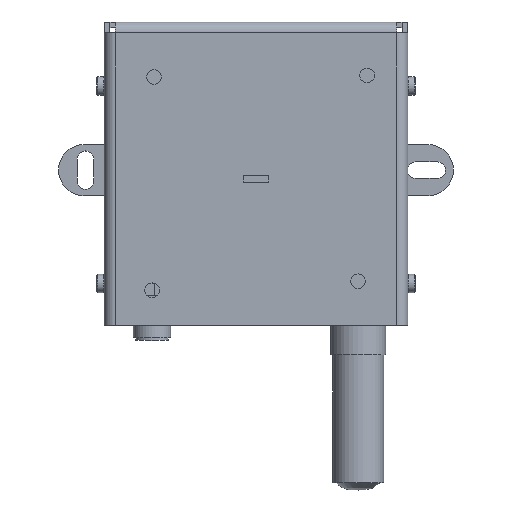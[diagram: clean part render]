
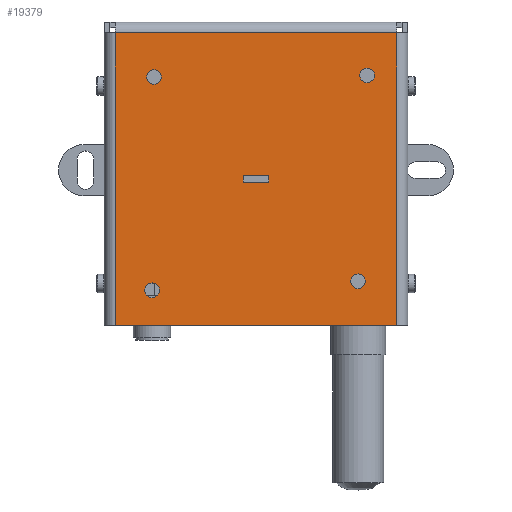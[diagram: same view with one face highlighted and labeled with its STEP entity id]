
A CAD part, top view. The second image highlights one B-rep face of the part: STEP entity #19379.
In plain terms, the highlighted face is planar.
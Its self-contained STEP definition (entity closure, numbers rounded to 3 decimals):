
#968=FACE_BOUND('',#7743,.T.);
#969=FACE_BOUND('',#7744,.T.);
#970=FACE_BOUND('',#7745,.T.);
#971=FACE_BOUND('',#7746,.T.);
#972=FACE_BOUND('',#7747,.T.);
#1231=LINE('',#28344,#3332);
#1237=LINE('',#28359,#3338);
#1241=LINE('',#28371,#3342);
#1244=LINE('',#28380,#3345);
#1659=LINE('',#29545,#3760);
#1672=LINE('',#29576,#3773);
#1680=LINE('',#29599,#3781);
#1685=LINE('',#29615,#3786);
#3332=VECTOR('',#22855,10.);
#3338=VECTOR('',#22869,10.);
#3342=VECTOR('',#22881,10.);
#3345=VECTOR('',#22892,10.);
#3760=VECTOR('',#24019,10.);
#3773=VECTOR('',#24058,10.);
#3781=VECTOR('',#24088,10.);
#3786=VECTOR('',#24113,10.);
#5723=PLANE('',#21104);
#6563=FACE_OUTER_BOUND('',#7742,.T.);
#7742=EDGE_LOOP('',(#15428,#15429,#15430,#15431));
#7743=EDGE_LOOP('',(#15432));
#7744=EDGE_LOOP('',(#15433));
#7745=EDGE_LOOP('',(#15434));
#7746=EDGE_LOOP('',(#15435));
#7747=EDGE_LOOP('',(#15436,#15437,#15438,#15439,#15440,#15441,#15442,#15443));
#8580=CIRCLE('',#20700,0.5);
#8582=CIRCLE('',#20704,0.5);
#8584=CIRCLE('',#20708,0.5);
#8586=CIRCLE('',#20712,0.5);
#8744=CIRCLE('',#21054,2.);
#8746=CIRCLE('',#21057,2.);
#8748=CIRCLE('',#21060,2.);
#8750=CIRCLE('',#21063,2.);
#9257=VERTEX_POINT('',#28334);
#9258=VERTEX_POINT('',#28335);
#9261=VERTEX_POINT('',#28343);
#9263=VERTEX_POINT('',#28349);
#9264=VERTEX_POINT('',#28350);
#9267=VERTEX_POINT('',#28361);
#9268=VERTEX_POINT('',#28362);
#9271=VERTEX_POINT('',#28373);
#9646=VERTEX_POINT('',#29490);
#9648=VERTEX_POINT('',#29496);
#9650=VERTEX_POINT('',#29502);
#9652=VERTEX_POINT('',#29508);
#9665=VERTEX_POINT('',#29542);
#9666=VERTEX_POINT('',#29544);
#9671=VERTEX_POINT('',#29574);
#9675=VERTEX_POINT('',#29598);
#11091=EDGE_CURVE('',#9257,#9258,#8580,.T.);
#11095=EDGE_CURVE('',#9261,#9258,#1231,.T.);
#11098=EDGE_CURVE('',#9263,#9264,#8582,.T.);
#11103=EDGE_CURVE('',#9257,#9264,#1237,.T.);
#11104=EDGE_CURVE('',#9267,#9268,#8584,.T.);
#11109=EDGE_CURVE('',#9263,#9268,#1241,.T.);
#11110=EDGE_CURVE('',#9261,#9271,#8586,.T.);
#11114=EDGE_CURVE('',#9267,#9271,#1244,.T.);
#11668=EDGE_CURVE('',#9646,#9646,#8744,.T.);
#11671=EDGE_CURVE('',#9648,#9648,#8746,.T.);
#11674=EDGE_CURVE('',#9650,#9650,#8748,.T.);
#11677=EDGE_CURVE('',#9652,#9652,#8750,.T.);
#11694=EDGE_CURVE('',#9666,#9665,#1659,.T.);
#11711=EDGE_CURVE('',#9665,#9671,#1672,.T.);
#11723=EDGE_CURVE('',#9675,#9666,#1680,.T.);
#11731=EDGE_CURVE('',#9675,#9671,#1685,.T.);
#15428=ORIENTED_EDGE('',*,*,#11694,.T.);
#15429=ORIENTED_EDGE('',*,*,#11711,.T.);
#15430=ORIENTED_EDGE('',*,*,#11731,.F.);
#15431=ORIENTED_EDGE('',*,*,#11723,.T.);
#15432=ORIENTED_EDGE('',*,*,#11668,.T.);
#15433=ORIENTED_EDGE('',*,*,#11671,.T.);
#15434=ORIENTED_EDGE('',*,*,#11674,.T.);
#15435=ORIENTED_EDGE('',*,*,#11677,.T.);
#15436=ORIENTED_EDGE('',*,*,#11109,.T.);
#15437=ORIENTED_EDGE('',*,*,#11104,.F.);
#15438=ORIENTED_EDGE('',*,*,#11114,.T.);
#15439=ORIENTED_EDGE('',*,*,#11110,.F.);
#15440=ORIENTED_EDGE('',*,*,#11095,.T.);
#15441=ORIENTED_EDGE('',*,*,#11091,.F.);
#15442=ORIENTED_EDGE('',*,*,#11103,.T.);
#15443=ORIENTED_EDGE('',*,*,#11098,.F.);
#19379=ADVANCED_FACE('',(#6563,#968,#969,#970,#971,#972),#5723,.F.);
#20700=AXIS2_PLACEMENT_3D('',#28336,#22847,#22848);
#20704=AXIS2_PLACEMENT_3D('',#28351,#22860,#22861);
#20708=AXIS2_PLACEMENT_3D('',#28363,#22872,#22873);
#20712=AXIS2_PLACEMENT_3D('',#28374,#22884,#22885);
#21054=AXIS2_PLACEMENT_3D('',#29491,#23968,#23969);
#21057=AXIS2_PLACEMENT_3D('',#29497,#23975,#23976);
#21060=AXIS2_PLACEMENT_3D('',#29503,#23982,#23983);
#21063=AXIS2_PLACEMENT_3D('',#29509,#23989,#23990);
#21104=AXIS2_PLACEMENT_3D('',#29614,#24111,#24112);
#22847=DIRECTION('center_axis',(0.,0.,-1.));
#22848=DIRECTION('ref_axis',(0.707,0.707,0.));
#22855=DIRECTION('',(0.,1.,0.));
#22860=DIRECTION('center_axis',(0.,0.,-1.));
#22861=DIRECTION('ref_axis',(-0.707,0.707,0.));
#22869=DIRECTION('',(-1.,0.,0.));
#22872=DIRECTION('center_axis',(0.,0.,-1.));
#22873=DIRECTION('ref_axis',(-0.707,-0.707,0.));
#22881=DIRECTION('',(0.,-1.,0.));
#22884=DIRECTION('center_axis',(0.,0.,-1.));
#22885=DIRECTION('ref_axis',(0.707,-0.707,0.));
#22892=DIRECTION('',(1.,0.,0.));
#23968=DIRECTION('center_axis',(0.,0.,1.));
#23969=DIRECTION('ref_axis',(1.,0.,0.));
#23975=DIRECTION('center_axis',(0.,0.,1.));
#23976=DIRECTION('ref_axis',(1.,0.,0.));
#23982=DIRECTION('center_axis',(0.,0.,1.));
#23983=DIRECTION('ref_axis',(1.,0.,0.));
#23989=DIRECTION('center_axis',(0.,0.,1.));
#23990=DIRECTION('ref_axis',(1.,0.,0.));
#24019=DIRECTION('',(1.,0.,0.));
#24058=DIRECTION('',(0.,-1.,0.));
#24088=DIRECTION('',(0.,1.,0.));
#24111=DIRECTION('center_axis',(0.,0.,1.));
#24112=DIRECTION('ref_axis',(1.,0.,0.));
#24113=DIRECTION('',(1.,0.,0.));
#28334=CARTESIAN_POINT('',(44.5,41.,0.));
#28335=CARTESIAN_POINT('',(45.,40.5,0.));
#28336=CARTESIAN_POINT('Origin',(44.5,40.5,0.));
#28343=CARTESIAN_POINT('',(45.,39.5,0.));
#28344=CARTESIAN_POINT('',(45.,40.25,0.));
#28349=CARTESIAN_POINT('',(38.,40.5,0.));
#28350=CARTESIAN_POINT('',(38.5,41.,0.));
#28351=CARTESIAN_POINT('Origin',(38.5,40.5,0.));
#28359=CARTESIAN_POINT('',(43.25,41.,0.));
#28361=CARTESIAN_POINT('',(38.5,39.,0.));
#28362=CARTESIAN_POINT('',(38.,39.5,0.));
#28363=CARTESIAN_POINT('Origin',(38.5,39.5,0.));
#28371=CARTESIAN_POINT('',(38.,41.25,0.));
#28373=CARTESIAN_POINT('',(44.5,39.,0.));
#28374=CARTESIAN_POINT('Origin',(44.5,39.5,0.));
#28380=CARTESIAN_POINT('',(39.75,39.,0.));
#29490=CARTESIAN_POINT('',(67.9,9.6,0.));
#29491=CARTESIAN_POINT('Origin',(69.9,9.6,0.));
#29496=CARTESIAN_POINT('',(11.57,12.07,0.));
#29497=CARTESIAN_POINT('Origin',(13.57,12.07,0.));
#29502=CARTESIAN_POINT('',(67.431,67.931,0.));
#29503=CARTESIAN_POINT('Origin',(69.431,67.931,0.));
#29508=CARTESIAN_POINT('',(9.1,68.4,0.));
#29509=CARTESIAN_POINT('Origin',(11.1,68.4,0.));
#29542=CARTESIAN_POINT('',(80.,80.,0.));
#29544=CARTESIAN_POINT('',(3.,80.,0.));
#29545=CARTESIAN_POINT('',(60.75,80.,0.));
#29574=CARTESIAN_POINT('',(80.,0.,0.));
#29576=CARTESIAN_POINT('',(80.,20.75,0.));
#29598=CARTESIAN_POINT('',(3.,0.,0.));
#29599=CARTESIAN_POINT('',(3.,60.75,0.));
#29614=CARTESIAN_POINT('Origin',(41.5,41.5,0.));
#29615=CARTESIAN_POINT('',(0.,0.,0.));
